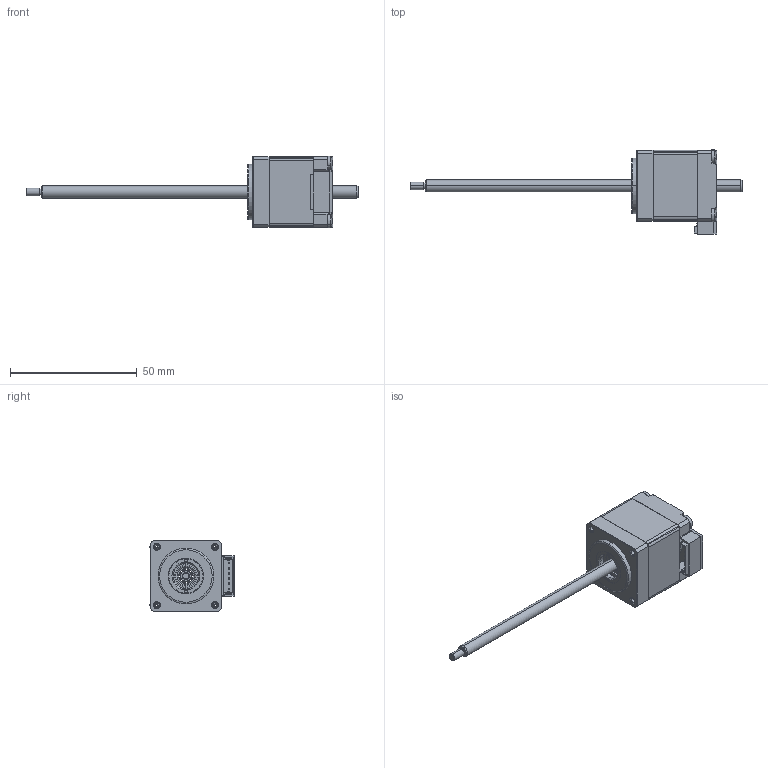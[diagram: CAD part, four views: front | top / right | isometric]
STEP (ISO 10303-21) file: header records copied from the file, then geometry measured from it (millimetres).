
FILE_DESCRIPTION (( 'STEP AP203' ), '1' );
FILE_NAME ('LN111S-E04006-125-S-050.STEP', '2019-04-13T04:21:28', ( 'Sky123.Org' ), ( 'Sky123.Org' ), 'SwSTEP 2.0', 'SolidWorks 2014', '' );
FILE_SCHEMA (( 'CONFIG_CONTROL_DESIGN' ));
Length unit declared in the file: millimetre
Products named in the file (1): LN111S-E04006-125-S-050
Bounding box: 131 x 33.2 x 28.4 mm (x, y, z)
Surface area: 10524.2 mm2 (no closed solid volume)
Topology: 0 solids, 25 shells, 313 faces, 1029 edges, 734 vertices
Faces by surface type: plane 149, cylinder 76, cone 64, torus 16, sphere 8
Entity records: 11826 total; most frequent: CARTESIAN_POINT 2763, DIRECTION 1913, ORIENTED_EDGE 1676, EDGE_CURVE 1029, VERTEX_POINT 734, AXIS2_PLACEMENT_3D 684, LINE 545, VECTOR 545
